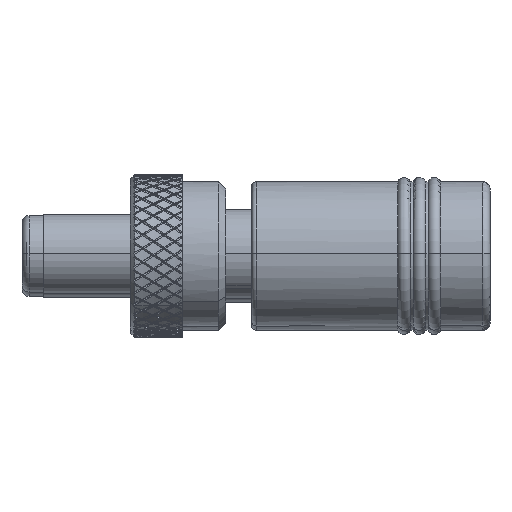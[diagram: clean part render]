
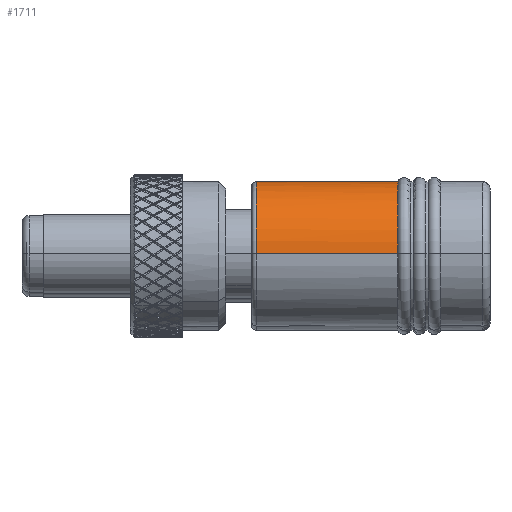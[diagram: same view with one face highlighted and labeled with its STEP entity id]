
A CAD part, top view. The second image highlights one B-rep face of the part: STEP entity #1711.
In plain terms, the highlighted cylindrical face has radius 5 mm (diameter 10 mm), a partial arc.
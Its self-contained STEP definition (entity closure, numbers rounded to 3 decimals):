
#1141 = CARTESIAN_POINT ( 'NONE',  ( 8.135, 1.732, 4.694 ) ) ;
#1244 = EDGE_LOOP ( 'NONE', ( #25683, #39169, #16275, #14735, #67227, #6317 ) ) ;
#1711 = ADVANCED_FACE ( 'NONE', ( #68011 ), #66970, .T. ) ;
#2690 = AXIS2_PLACEMENT_3D ( 'NONE', #78031, #71889, #39841 ) ;
#5711 = EDGE_CURVE ( 'NONE', #77170, #16535, #40818, .T. ) ;
#6317 = ORIENTED_EDGE ( 'NONE', *, *, #27927, .T. ) ;
#9021 = VERTEX_POINT ( 'NONE', #80789 ) ;
#9288 = CARTESIAN_POINT ( 'NONE',  ( 8.492, 0.268, 4.993 ) ) ;
#9610 = CARTESIAN_POINT ( 'NONE',  ( 6.374, 3.681, 3.384 ) ) ;
#11563 = B_SPLINE_CURVE_WITH_KNOTS ( 'NONE', 3,
 ( #64028, #13664, #51489, #13399, #26771, #70705, #32865, #1141, #38437, #45634, #70437, #52057, #32322, #13931 ),
 .UNSPECIFIED., .F., .F.,
 ( 4, 2, 2, 2, 2, 2, 4 ),
 ( 0.009, 0.011, 0.012, 0.012, 0.013, 0.013, 0.014 ),
 .UNSPECIFIED. ) ;
#12642 = DIRECTION ( 'NONE',  ( 1., 0., 0. ) ) ;
#13399 = CARTESIAN_POINT ( 'NONE',  ( 7.396, 2.876, 4.1 ) ) ;
#13664 = CARTESIAN_POINT ( 'NONE',  ( 6.658, 3.517, 3.562 ) ) ;
#13931 = CARTESIAN_POINT ( 'NONE',  ( 8.488, 0.322, 4.99 ) ) ;
#14556 = CARTESIAN_POINT ( 'NONE',  ( 8.5, 0.054, 5. ) ) ;
#14670 = DIRECTION ( 'NONE',  ( 1., 0., 0. ) ) ;
#14735 = ORIENTED_EDGE ( 'NONE', *, *, #35785, .F. ) ;
#16182 = B_SPLINE_CURVE_WITH_KNOTS ( 'NONE', 3,
 ( #21797, #9288, #79140, #14556, #53761 ),
 .UNSPECIFIED., .F., .F.,
 ( 4, 1, 4 ),
 ( 0.014, 0.014, 0.014 ),
 .UNSPECIFIED. ) ;
#16275 = ORIENTED_EDGE ( 'NONE', *, *, #61752, .T. ) ;
#16535 = VERTEX_POINT ( 'NONE', #9610 ) ;
#21797 = CARTESIAN_POINT ( 'NONE',  ( 8.488, 0.322, 4.99 ) ) ;
#25683 = ORIENTED_EDGE ( 'NONE', *, *, #26319, .T. ) ;
#25806 = CARTESIAN_POINT ( 'NONE',  ( 8.5, 0., 5. ) ) ;
#26319 = EDGE_CURVE ( 'NONE', #49579, #57280, #16182, .T. ) ;
#26771 = CARTESIAN_POINT ( 'NONE',  ( 7.615, 2.619, 4.271 ) ) ;
#27927 = EDGE_CURVE ( 'NONE', #16535, #49579, #11563, .T. ) ;
#29151 = DIRECTION ( 'NONE',  ( 0., 0., -1. ) ) ;
#29727 = VECTOR ( 'NONE', #14670, 1000. ) ;
#32322 = CARTESIAN_POINT ( 'NONE',  ( 8.474, 0.508, 4.978 ) ) ;
#32865 = CARTESIAN_POINT ( 'NONE',  ( 7.98, 2.045, 4.566 ) ) ;
#32916 = CARTESIAN_POINT ( 'NONE',  ( 8.488, 0.322, 4.99 ) ) ;
#33196 = CARTESIAN_POINT ( 'NONE',  ( 6.374, 0., -5. ) ) ;
#33604 = CARTESIAN_POINT ( 'NONE',  ( 16.5, 0., 5. ) ) ;
#35785 = EDGE_CURVE ( 'NONE', #77170, #9021, #74492, .T. ) ;
#38437 = CARTESIAN_POINT ( 'NONE',  ( 8.205, 1.566, 4.752 ) ) ;
#39169 = ORIENTED_EDGE ( 'NONE', *, *, #57958, .T. ) ;
#39810 = AXIS2_PLACEMENT_3D ( 'NONE', #47475, #73661, #29151 ) ;
#39841 = DIRECTION ( 'NONE',  ( 0., 0., -1. ) ) ;
#40818 = CIRCLE ( 'NONE', #39810, 5. ) ;
#44623 = LINE ( 'NONE', #33604, #29727 ) ;
#45634 = CARTESIAN_POINT ( 'NONE',  ( 8.323, 1.226, 4.851 ) ) ;
#47475 = CARTESIAN_POINT ( 'NONE',  ( 6.374, 0., 0. ) ) ;
#49579 = VERTEX_POINT ( 'NONE', #32916 ) ;
#50711 = CARTESIAN_POINT ( 'NONE',  ( 16.5, 0., -5. ) ) ;
#51489 = CARTESIAN_POINT ( 'NONE',  ( 6.92, 3.323, 3.747 ) ) ;
#51840 = CARTESIAN_POINT ( 'NONE',  ( 16.2, 0., 5. ) ) ;
#52057 = CARTESIAN_POINT ( 'NONE',  ( 8.447, 0.694, 4.955 ) ) ;
#52230 = DIRECTION ( 'NONE',  ( 0., 0., -1. ) ) ;
#53321 = CARTESIAN_POINT ( 'NONE',  ( 16.5, 0., 0. ) ) ;
#53761 = CARTESIAN_POINT ( 'NONE',  ( 8.5, 0., 5. ) ) ;
#57280 = VERTEX_POINT ( 'NONE', #25806 ) ;
#57958 = EDGE_CURVE ( 'NONE', #57280, #60647, #44623, .T. ) ;
#60647 = VERTEX_POINT ( 'NONE', #51840 ) ;
#61752 = EDGE_CURVE ( 'NONE', #60647, #9021, #64319, .T. ) ;
#64028 = CARTESIAN_POINT ( 'NONE',  ( 6.374, 3.681, 3.384 ) ) ;
#64319 = CIRCLE ( 'NONE', #2690, 5. ) ;
#66970 = CYLINDRICAL_SURFACE ( 'NONE', #68022, 5. ) ;
#67227 = ORIENTED_EDGE ( 'NONE', *, *, #5711, .T. ) ;
#68011 = FACE_OUTER_BOUND ( 'NONE', #1244, .T. ) ;
#68022 = AXIS2_PLACEMENT_3D ( 'NONE', #53321, #78139, #52230 ) ;
#70437 = CARTESIAN_POINT ( 'NONE',  ( 8.372, 1.052, 4.891 ) ) ;
#70705 = CARTESIAN_POINT ( 'NONE',  ( 7.894, 2.193, 4.496 ) ) ;
#71889 = DIRECTION ( 'NONE',  ( -1., 0., 0. ) ) ;
#73661 = DIRECTION ( 'NONE',  ( 1., 0., 0. ) ) ;
#74492 = LINE ( 'NONE', #50711, #79476 ) ;
#77170 = VERTEX_POINT ( 'NONE', #33196 ) ;
#78031 = CARTESIAN_POINT ( 'NONE',  ( 16.2, 0., 0. ) ) ;
#78139 = DIRECTION ( 'NONE',  ( 1., 0., 0. ) ) ;
#79140 = CARTESIAN_POINT ( 'NONE',  ( 8.498, 0.161, 4.998 ) ) ;
#79476 = VECTOR ( 'NONE', #12642, 1000. ) ;
#80789 = CARTESIAN_POINT ( 'NONE',  ( 16.2, 0., -5. ) ) ;
